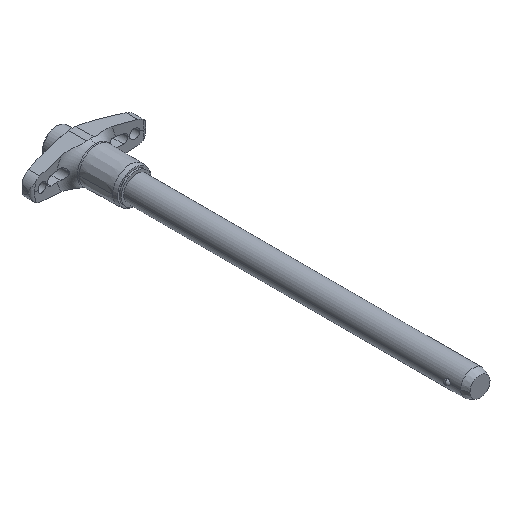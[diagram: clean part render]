
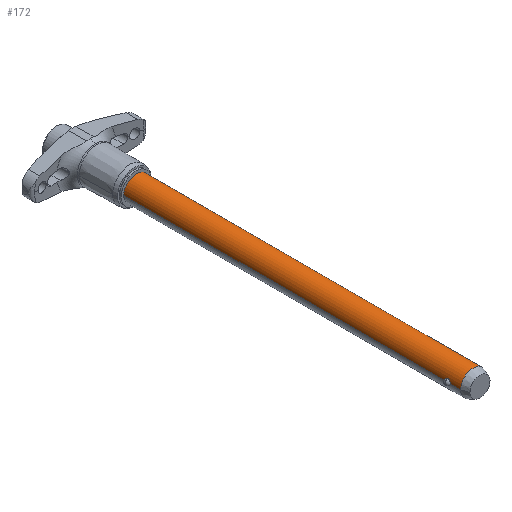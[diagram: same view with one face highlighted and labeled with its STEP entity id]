
A CAD part, isometric view. The second image highlights one B-rep face of the part: STEP entity #172.
In plain terms, the highlighted cylindrical face has radius 6.35 mm (diameter 12.7 mm), a partial arc.
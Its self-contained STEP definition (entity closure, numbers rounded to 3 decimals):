
#172=ADVANCED_FACE('',(#371),#372,.T.);
#371=FACE_OUTER_BOUND('',#594,.T.);
#372=CYLINDRICAL_SURFACE('',#595,6.35);
#594=EDGE_LOOP('',(#1049,#1050,#1051,#1052,#1053,#1054,#1055,#1056,#1057,#1058));
#595=AXIS2_PLACEMENT_3D('',#1059,#1060,#1061);
#1049=ORIENTED_EDGE('',*,*,#1553,.T.);
#1050=ORIENTED_EDGE('',*,*,#1554,.T.);
#1051=ORIENTED_EDGE('',*,*,#1451,.T.);
#1052=ORIENTED_EDGE('',*,*,#1555,.T.);
#1053=ORIENTED_EDGE('',*,*,#1364,.F.);
#1054=ORIENTED_EDGE('',*,*,#1556,.T.);
#1055=ORIENTED_EDGE('',*,*,#1458,.T.);
#1056=ORIENTED_EDGE('',*,*,#1557,.T.);
#1057=ORIENTED_EDGE('',*,*,#1558,.T.);
#1058=ORIENTED_EDGE('',*,*,#1530,.T.);
#1059=CARTESIAN_POINT('',(0.0,-87.122,0.0));
#1060=DIRECTION('',(-0.0,1.0,0.0));
#1061=DIRECTION('',(1.0,0.0,0.0));
#1364=EDGE_CURVE('',#1630,#1629,#1632,.T.);
#1451=EDGE_CURVE('',#1779,#1781,#1783,.T.);
#1458=EDGE_CURVE('',#1792,#1789,#1793,.T.);
#1530=EDGE_CURVE('',#1874,#1870,#1903,.T.);
#1553=EDGE_CURVE('',#1870,#1933,#1934,.T.);
#1554=EDGE_CURVE('',#1933,#1779,#1935,.T.);
#1555=EDGE_CURVE('',#1781,#1629,#1936,.T.);
#1556=EDGE_CURVE('',#1630,#1792,#1937,.T.);
#1557=EDGE_CURVE('',#1789,#1938,#1939,.T.);
#1558=EDGE_CURVE('',#1938,#1874,#1940,.T.);
#1629=VERTEX_POINT('',#2021);
#1630=VERTEX_POINT('',#2022);
#1632=CIRCLE('',#2024,6.35);
#1779=VERTEX_POINT('',#2737);
#1781=VERTEX_POINT('',#2739);
#1783=B_SPLINE_CURVE_WITH_KNOTS('',3,(#2754,#2755,#2756,#2757,#2758,#2759,#2760,#2761,#2762,#2763,#2764,#2765,#2766,#2767),.UNSPECIFIED.,.F.,.F.,(4,2,2,2,2,2,4),(4.442,4.948,5.455,5.684,5.912,6.288,6.663),.UNSPECIFIED.);
#1789=VERTEX_POINT('',#2775);
#1792=VERTEX_POINT('',#2778);
#1793=B_SPLINE_CURVE_WITH_KNOTS('',3,(#2779,#2780,#2781,#2782,#2783,#2784,#2785,#2786,#2787,#2788,#2789,#2790,#2791,#2792),.UNSPECIFIED.,.F.,.F.,(4,2,2,2,2,2,4),(6.663,7.038,7.413,7.642,7.871,8.377,8.884),.UNSPECIFIED.);
#1870=VERTEX_POINT('',#3117);
#1874=VERTEX_POINT('',#3122);
#1903=CIRCLE('',#3246,6.35);
#1933=VERTEX_POINT('',#3386);
#1934=LINE('',#3387,#3388);
#1935=B_SPLINE_CURVE_WITH_KNOTS('',3,(#3389,#3390,#3391,#3392,#3393,#3394,#3395,#3396,#3397,#3398,#3399,#3400,#3401,#3402),.UNSPECIFIED.,.F.,.F.,(4,2,2,2,2,2,4),(2.221,2.596,2.971,3.2,3.429,3.935,4.442),.UNSPECIFIED.);
#1936=LINE('',#3403,#3404);
#1937=LINE('',#3405,#3406);
#1938=VERTEX_POINT('',#3407);
#1939=B_SPLINE_CURVE_WITH_KNOTS('',3,(#3408,#3409,#3410,#3411,#3412,#3413,#3414,#3415,#3416,#3417,#3418,#3419,#3420,#3421),.UNSPECIFIED.,.F.,.F.,(4,2,2,2,2,2,4),(0.0,0.507,1.013,1.242,1.471,1.846,2.221),.UNSPECIFIED.);
#1940=LINE('',#3422,#3423);
#2021=CARTESIAN_POINT('',(6.35,0.0,0.0));
#2022=CARTESIAN_POINT('',(-6.35,0.0,0.));
#2024=AXIS2_PLACEMENT_3D('',#3925,#3926,#3927);
#2737=CARTESIAN_POINT('',(6.172,-164.028,1.495));
#2739=CARTESIAN_POINT('',(6.35,-162.56,0.));
#2754=CARTESIAN_POINT('',(6.172,-164.028,1.495));
#2755=CARTESIAN_POINT('',(6.172,-163.86,1.495));
#2756=CARTESIAN_POINT('',(6.179,-163.679,1.464));
#2757=CARTESIAN_POINT('',(6.208,-163.343,1.336));
#2758=CARTESIAN_POINT('',(6.229,-163.188,1.24));
#2759=CARTESIAN_POINT('',(6.258,-163.006,1.079));
#2760=CARTESIAN_POINT('',(6.268,-162.948,1.019));
#2761=CARTESIAN_POINT('',(6.288,-162.843,0.891));
#2762=CARTESIAN_POINT('',(6.297,-162.797,0.822));
#2763=CARTESIAN_POINT('',(6.318,-162.698,0.648));
#2764=CARTESIAN_POINT('',(6.33,-162.645,0.522));
#2765=CARTESIAN_POINT('',(6.346,-162.576,0.261));
#2766=CARTESIAN_POINT('',(6.35,-162.56,0.125));
#2767=CARTESIAN_POINT('',(6.35,-162.56,0.));
#2775=CARTESIAN_POINT('',(-6.172,-164.028,1.495));
#2778=CARTESIAN_POINT('',(-6.35,-162.56,0.));
#2779=CARTESIAN_POINT('',(-6.35,-162.56,0.));
#2780=CARTESIAN_POINT('',(-6.35,-162.56,0.125));
#2781=CARTESIAN_POINT('',(-6.346,-162.576,0.261));
#2782=CARTESIAN_POINT('',(-6.33,-162.645,0.522));
#2783=CARTESIAN_POINT('',(-6.318,-162.698,0.648));
#2784=CARTESIAN_POINT('',(-6.297,-162.797,0.822));
#2785=CARTESIAN_POINT('',(-6.288,-162.843,0.891));
#2786=CARTESIAN_POINT('',(-6.268,-162.948,1.019));
#2787=CARTESIAN_POINT('',(-6.258,-163.006,1.079));
#2788=CARTESIAN_POINT('',(-6.229,-163.188,1.24));
#2789=CARTESIAN_POINT('',(-6.208,-163.343,1.336));
#2790=CARTESIAN_POINT('',(-6.179,-163.679,1.464));
#2791=CARTESIAN_POINT('',(-6.172,-163.86,1.495));
#2792=CARTESIAN_POINT('',(-6.172,-164.028,1.495));
#3117=CARTESIAN_POINT('',(6.35,-170.739,0.0));
#3122=CARTESIAN_POINT('',(-6.35,-170.739,0.));
#3246=AXIS2_PLACEMENT_3D('',#4092,#4093,#4094);
#3386=CARTESIAN_POINT('',(6.35,-165.497,0.));
#3387=CARTESIAN_POINT('',(6.35,-87.122,0.));
#3388=VECTOR('',#4126,1.0);
#3389=CARTESIAN_POINT('',(6.35,-165.497,0.0));
#3390=CARTESIAN_POINT('',(6.35,-165.497,0.125));
#3391=CARTESIAN_POINT('',(6.346,-165.481,0.261));
#3392=CARTESIAN_POINT('',(6.33,-165.412,0.522));
#3393=CARTESIAN_POINT('',(6.318,-165.359,0.648));
#3394=CARTESIAN_POINT('',(6.297,-165.26,0.822));
#3395=CARTESIAN_POINT('',(6.288,-165.213,0.891));
#3396=CARTESIAN_POINT('',(6.268,-165.109,1.019));
#3397=CARTESIAN_POINT('',(6.258,-165.051,1.079));
#3398=CARTESIAN_POINT('',(6.229,-164.869,1.24));
#3399=CARTESIAN_POINT('',(6.208,-164.714,1.336));
#3400=CARTESIAN_POINT('',(6.179,-164.378,1.464));
#3401=CARTESIAN_POINT('',(6.172,-164.197,1.495));
#3402=CARTESIAN_POINT('',(6.172,-164.028,1.495));
#3403=CARTESIAN_POINT('',(6.35,-87.122,0.));
#3404=VECTOR('',#4127,1.0);
#3405=CARTESIAN_POINT('',(-6.35,-87.122,0.));
#3406=VECTOR('',#4128,1.0);
#3407=CARTESIAN_POINT('',(-6.35,-165.497,0.));
#3408=CARTESIAN_POINT('',(-6.172,-164.028,1.495));
#3409=CARTESIAN_POINT('',(-6.172,-164.197,1.495));
#3410=CARTESIAN_POINT('',(-6.179,-164.378,1.464));
#3411=CARTESIAN_POINT('',(-6.208,-164.714,1.336));
#3412=CARTESIAN_POINT('',(-6.229,-164.869,1.24));
#3413=CARTESIAN_POINT('',(-6.258,-165.051,1.079));
#3414=CARTESIAN_POINT('',(-6.268,-165.109,1.019));
#3415=CARTESIAN_POINT('',(-6.288,-165.213,0.891));
#3416=CARTESIAN_POINT('',(-6.297,-165.26,0.822));
#3417=CARTESIAN_POINT('',(-6.318,-165.359,0.648));
#3418=CARTESIAN_POINT('',(-6.33,-165.412,0.522));
#3419=CARTESIAN_POINT('',(-6.346,-165.481,0.261));
#3420=CARTESIAN_POINT('',(-6.35,-165.497,0.125));
#3421=CARTESIAN_POINT('',(-6.35,-165.497,0.));
#3422=CARTESIAN_POINT('',(-6.35,-87.122,0.));
#3423=VECTOR('',#4129,1.0);
#3925=CARTESIAN_POINT('',(0.0,0.0,0.0));
#3926=DIRECTION('',(-0.0,1.0,0.0));
#3927=DIRECTION('',(1.0,0.0,0.0));
#4092=CARTESIAN_POINT('',(0.0,-170.739,0.0));
#4093=DIRECTION('',(0.,1.0,0.0));
#4094=DIRECTION('',(1.0,0.,0.0));
#4126=DIRECTION('',(0.0,1.0,0.0));
#4127=DIRECTION('',(0.0,1.0,0.0));
#4128=DIRECTION('',(-0.0,-1.0,-0.0));
#4129=DIRECTION('',(-0.0,-1.0,-0.0));
